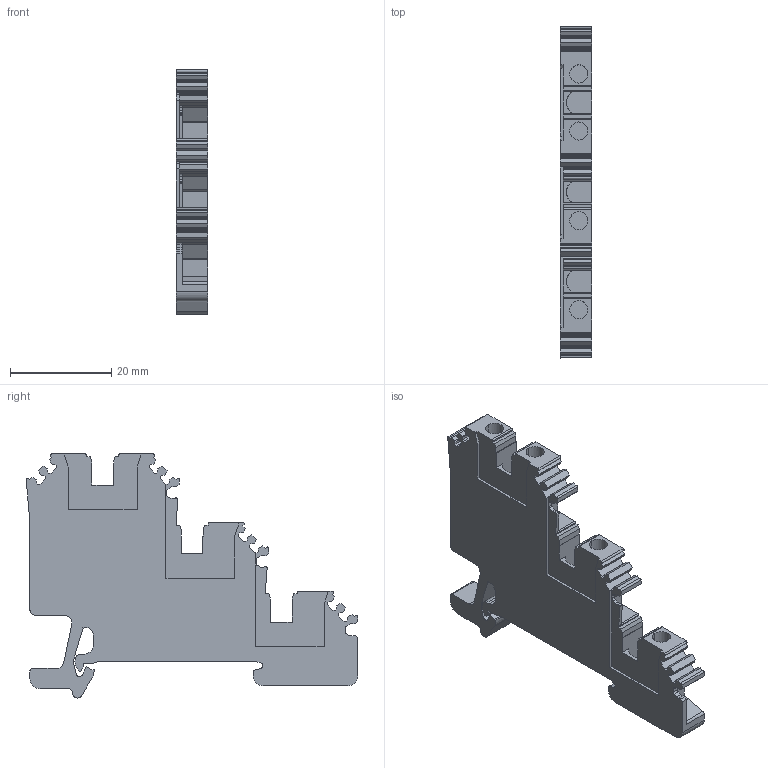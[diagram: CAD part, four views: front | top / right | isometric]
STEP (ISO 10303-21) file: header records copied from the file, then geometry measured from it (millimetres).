
FILE_DESCRIPTION(('CATIA V5 STEP Exchange','CAx-IF Rec.Pracs.--- Model Styling and Organization---1.4--- 2014-01-23'),'2;1');
FILE_NAME ('D1456131_0', '2020-04-29T12:00:45+00:00', ('none'), ('Weidmueller'), 'CATIA Version 5-6 Release 2016 SP3 HF44', 'CATIA V5 STEP AP214', 'none');
FILE_SCHEMA(('AUTOMOTIVE_DESIGN { 1 0 10303 214 1 1 1 1 }'));
Length unit declared in the file: millimetre
Products named in the file (1): 1783820000_DLI_2-5_DB
Bounding box: 6.15 x 65.65 x 48.3 mm (x, y, z)
Volume: 10050.2 mm3; surface area: 6311.6 mm2
Topology: 1 solids, 1 shells, 336 faces, 982 edges, 656 vertices
Faces by surface type: plane 267, cylinder 66, extrusion 3
Entity records: 11227 total; most frequent: CARTESIAN_POINT 2097, ORIENTED_EDGE 1964, DIRECTION 1572, EDGE_CURVE 982, VECTOR 841, LINE 838, VERTEX_POINT 656, AXIS2_PLACEMENT_3D 430
